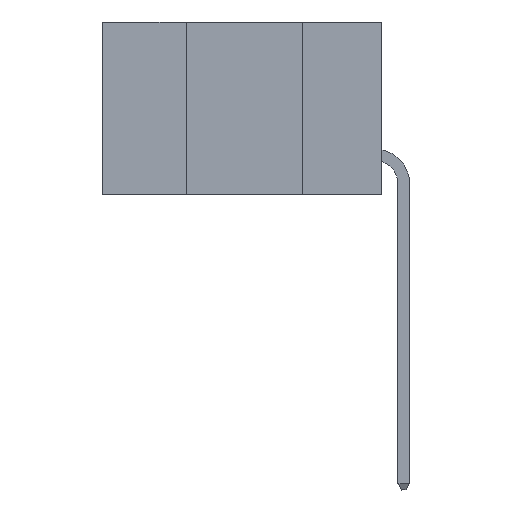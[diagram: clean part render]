
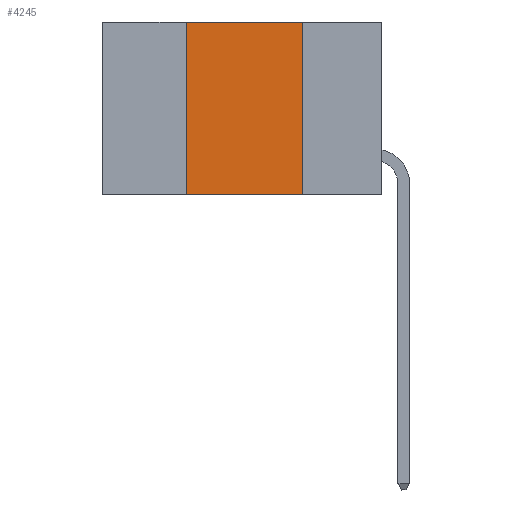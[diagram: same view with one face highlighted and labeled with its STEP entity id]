
A CAD part, left-side view. The second image highlights one B-rep face of the part: STEP entity #4245.
In plain terms, the highlighted planar face has unit normal (-1, 0, 0).
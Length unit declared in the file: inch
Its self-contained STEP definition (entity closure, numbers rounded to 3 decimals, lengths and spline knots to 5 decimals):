
#172 = CARTESIAN_POINT ( 'NONE',  ( 0., 0.42, 0. ) ) ;
#1339 = DIRECTION ( 'NONE',  ( 0., -1., 0. ) ) ;
#1429 = AXIS2_PLACEMENT_3D ( 'NONE', #11102, #31453, #34429 ) ;
#2260 = CARTESIAN_POINT ( 'NONE',  ( 0., 0.17, 0. ) ) ;
#3570 = LINE ( 'NONE', #27842, #31102 ) ;
#4245 = ADVANCED_FACE ( 'NONE', ( #11269 ), #8015, .F. ) ;
#4483 = EDGE_LOOP ( 'NONE', ( #4754, #22827, #20504, #24071 ) ) ;
#4754 = ORIENTED_EDGE ( 'NONE', *, *, #37362, .F. ) ;
#7125 = DIRECTION ( 'NONE',  ( 0., 0., -1. ) ) ;
#7433 = EDGE_CURVE ( 'NONE', #19715, #32101, #32300, .T. ) ;
#8015 = PLANE ( 'NONE',  #1429 ) ;
#9500 = VERTEX_POINT ( 'NONE', #31066 ) ;
#11102 = CARTESIAN_POINT ( 'NONE',  ( 0., 0.6, 0. ) ) ;
#11269 = FACE_OUTER_BOUND ( 'NONE', #4483, .T. ) ;
#13568 = VECTOR ( 'NONE', #31989, 39.37008 ) ;
#14007 = CARTESIAN_POINT ( 'NONE',  ( 0., 0.42, -0.37 ) ) ;
#14703 = CARTESIAN_POINT ( 'NONE',  ( 0., 0.6, 0. ) ) ;
#16851 = EDGE_CURVE ( 'NONE', #19715, #9500, #3570, .T. ) ;
#18056 = EDGE_CURVE ( 'NONE', #32101, #37486, #36928, .T. ) ;
#19715 = VERTEX_POINT ( 'NONE', #14007 ) ;
#20043 = DIRECTION ( 'NONE',  ( 0., 0., 1. ) ) ;
#20504 = ORIENTED_EDGE ( 'NONE', *, *, #7433, .F. ) ;
#22827 = ORIENTED_EDGE ( 'NONE', *, *, #18056, .F. ) ;
#23853 = LINE ( 'NONE', #36842, #24787 ) ;
#24071 = ORIENTED_EDGE ( 'NONE', *, *, #16851, .T. ) ;
#24787 = VECTOR ( 'NONE', #7125, 39.37008 ) ;
#24800 = CARTESIAN_POINT ( 'NONE',  ( 0., 0.42, 0. ) ) ;
#24923 = VECTOR ( 'NONE', #20043, 39.37008 ) ;
#27842 = CARTESIAN_POINT ( 'NONE',  ( 0., 0.6, -0.37 ) ) ;
#31066 = CARTESIAN_POINT ( 'NONE',  ( 0., 0.17, -0.37 ) ) ;
#31102 = VECTOR ( 'NONE', #1339, 39.37008 ) ;
#31453 = DIRECTION ( 'NONE',  ( 1., 0., 0. ) ) ;
#31989 = DIRECTION ( 'NONE',  ( 0., -1., 0. ) ) ;
#32101 = VERTEX_POINT ( 'NONE', #172 ) ;
#32300 = LINE ( 'NONE', #24800, #24923 ) ;
#34429 = DIRECTION ( 'NONE',  ( 0., 0., -1. ) ) ;
#36842 = CARTESIAN_POINT ( 'NONE',  ( 0., 0.17, 0. ) ) ;
#36928 = LINE ( 'NONE', #14703, #13568 ) ;
#37362 = EDGE_CURVE ( 'NONE', #37486, #9500, #23853, .T. ) ;
#37486 = VERTEX_POINT ( 'NONE', #2260 ) ;
